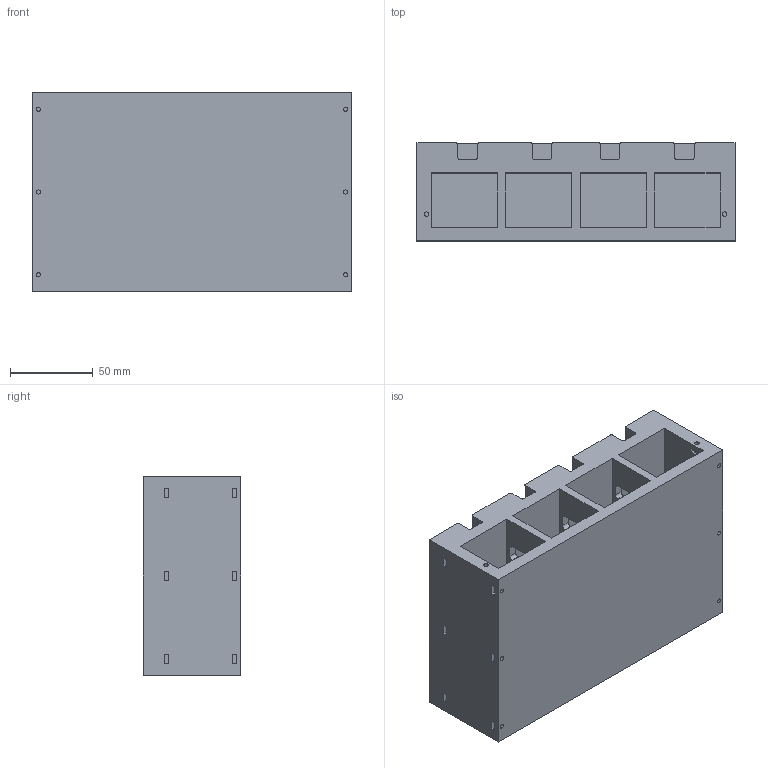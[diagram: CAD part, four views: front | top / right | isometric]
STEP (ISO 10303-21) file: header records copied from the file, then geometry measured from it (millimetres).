
FILE_DESCRIPTION(/* description */ (''),/* implementation_level */ '2;1');
FILE_NAME(/* name */ 'Batterybay.step',/* time_stamp */ '2021-03-23T14:33:55-04:00',/* author */ (''),/* organization */ (''),/* preprocessor_version */ 'ST-DEVELOPER v18.1',/* originating_system */ 'Autodesk Translation Framework v9.10.0.1330',/* authorisation */ '');
FILE_SCHEMA (('AUTOMOTIVE_DESIGN { 1 0 10303 214 3 1 1 }'));
Length unit declared in the file: millimetre
Products named in the file (1): Batterybay
Bounding box: 192 x 59 x 120 mm (x, y, z)
Volume: 554913.4 mm3; surface area: 155702.3 mm2
Topology: 1 solids, 1 shells, 290 faces, 744 edges, 496 vertices
Faces by surface type: plane 186, cylinder 104
Full cylindrical faces by diameter (mm): 2.2 x8, 2.5 x12, 2.7 x12, 2.8 x4
Entity records: 8960 total; most frequent: DIRECTION 1534, CARTESIAN_POINT 1531, ORIENTED_EDGE 1488, EDGE_CURVE 744, LINE 536, VECTOR 536, AXIS2_PLACEMENT_3D 499, VERTEX_POINT 496
